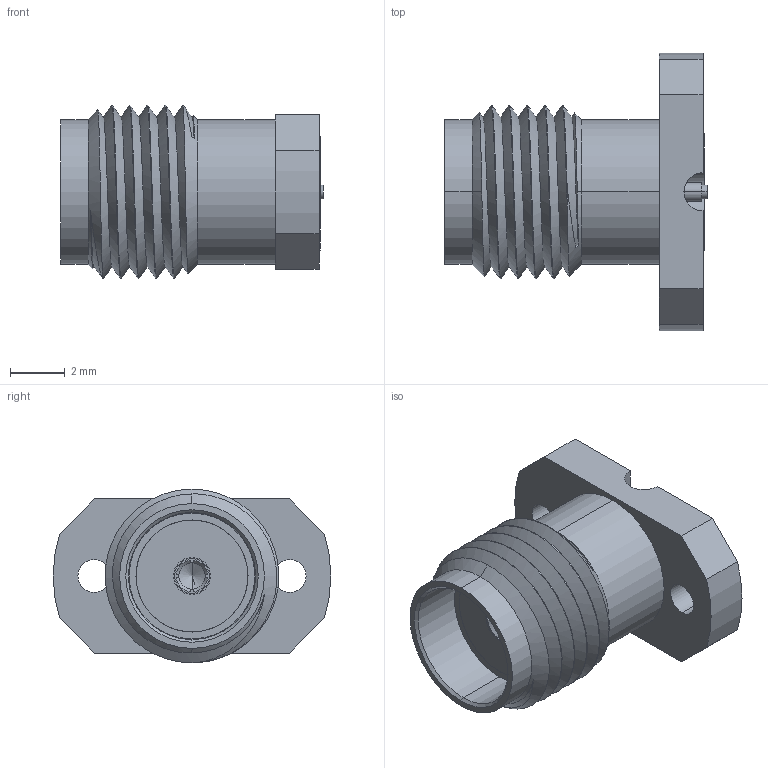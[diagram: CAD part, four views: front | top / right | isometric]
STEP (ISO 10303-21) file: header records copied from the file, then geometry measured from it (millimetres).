
FILE_DESCRIPTION (( 'STEP AP203' ), '1' );
FILE_NAME ('(GC23-068-00)SMA-KFD216-4.STEP', '2023-10-24T02:48:24', ( '' ), ( '' ), 'SwSTEP 2.0', 'SolidWorks 2021', '' );
FILE_SCHEMA (( 'CONFIG_CONTROL_DESIGN' ));
Length unit declared in the file: millimetre
Products named in the file (6): (GC23-068-030)SMA-KFD216-4橈埽极; (GC23-068-010)SMA-KFD216-4俋絳极1; (GC23-068-011)SMA-KFD216-4俋絳极2; (GC23-068-020)SMA-KFD216-4囀絳极; （GC19-107-030）通：2.92-J413绝缘体; (GC23-068-00)SMA-KFD216-4
Assembly tree (5 placements, depth 2):
  (GC23-068-00)SMA-KFD216-4
    (GC23-068-010)SMA-KFD216-4俋絳极1
    (GC23-068-020)SMA-KFD216-4囀絳极
    (GC23-068-030)SMA-KFD216-4橈埽极
    （GC19-107-030）通：2.92-J413绝缘体
    (GC23-068-011)SMA-KFD216-4俋絳极2
Bounding box: 9.6 x 10.16 x 6.35 mm (x, y, z)
Volume: 223.7 mm3; surface area: 761.9 mm2
Topology: 5 solids, 5 shells, 150 faces, 358 edges, 229 vertices
Faces by surface type: cylinder 72, plane 47, cone 29, bspline 2
Entity records: 5714 total; most frequent: CARTESIAN_POINT 1580, DIRECTION 772, ORIENTED_EDGE 712, EDGE_CURVE 356, AXIS2_PLACEMENT_3D 313, VERTEX_POINT 229, EDGE_LOOP 175, CIRCLE 157
